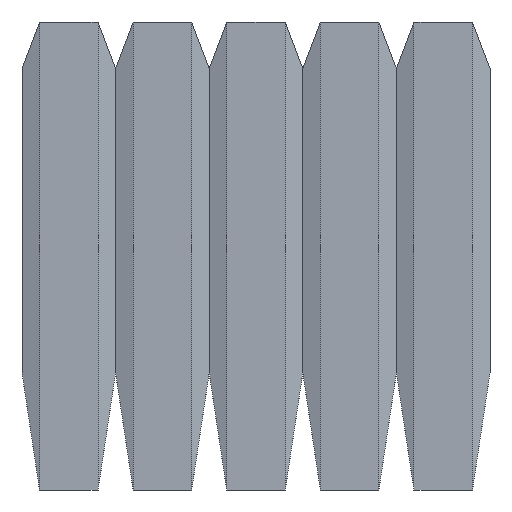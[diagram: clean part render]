
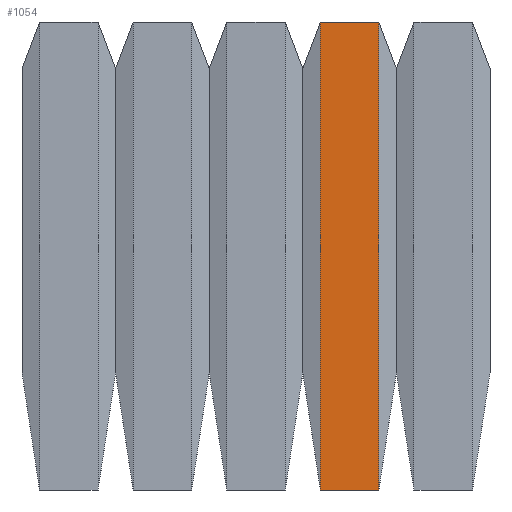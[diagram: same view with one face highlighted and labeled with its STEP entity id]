
A CAD part, front view. The second image highlights one B-rep face of the part: STEP entity #1054.
In plain terms, the highlighted planar face has unit normal (0, -1, 0).
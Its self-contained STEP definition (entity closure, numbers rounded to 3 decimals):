
#742=CARTESIAN_POINT('',(3.334,-1.27,12.7));
#741=VERTEX_POINT('',#742);
#773=CARTESIAN_POINT('',(1.746,-1.27,12.7));
#772=VERTEX_POINT('',#773);
#769=EDGE_CURVE('',#741,#772,#774,.T.);
#774=LINE('',#742,#776);
#776=VECTOR('',#777,1.588);
#777=DIRECTION('',(-1.0,0.0,0.0));
#1016=CARTESIAN_POINT('',(1.746,-1.27,0.0));
#1015=VERTEX_POINT('',#1016);
#1024=EDGE_CURVE('',#772,#1015,#1029,.T.);
#1029=LINE('',#773,#1031);
#1031=VECTOR('',#1032,12.7);
#1032=DIRECTION('',(0.0,0.0,-1.0));
#1054=ADVANCED_FACE('',(#1060),#1055,.T.);
#1055=PLANE('',#1056);
#1056=AXIS2_PLACEMENT_3D('',#1057,#1058,#1059);
#1057=CARTESIAN_POINT('',(1.746,-1.27,0.0));
#1058=DIRECTION('',(0.0,-1.0,0.0));
#1059=DIRECTION('',(0.,0.,1.));
#1060=FACE_OUTER_BOUND('',#1061,.T.);
#1061=EDGE_LOOP('',(#1062,#1072,#1082,#1092));
#1065=CARTESIAN_POINT('',(3.334,-1.27,0.0));
#1064=VERTEX_POINT('',#1065);
#1063=EDGE_CURVE('',#1064,#1015,#1068,.T.);
#1068=LINE('',#1065,#1070);
#1070=VECTOR('',#1071,1.588);
#1071=DIRECTION('',(-1.0,0.0,0.0));
#1062=ORIENTED_EDGE('',*,*,#1063,.F.);
#1073=EDGE_CURVE('',#741,#1064,#1078,.T.);
#1078=LINE('',#742,#1080);
#1080=VECTOR('',#1081,12.7);
#1081=DIRECTION('',(0.0,0.0,-1.0));
#1072=ORIENTED_EDGE('',*,*,#1073,.F.);
#1082=ORIENTED_EDGE('',*,*,#769,.T.);
#1092=ORIENTED_EDGE('',*,*,#1024,.T.);
